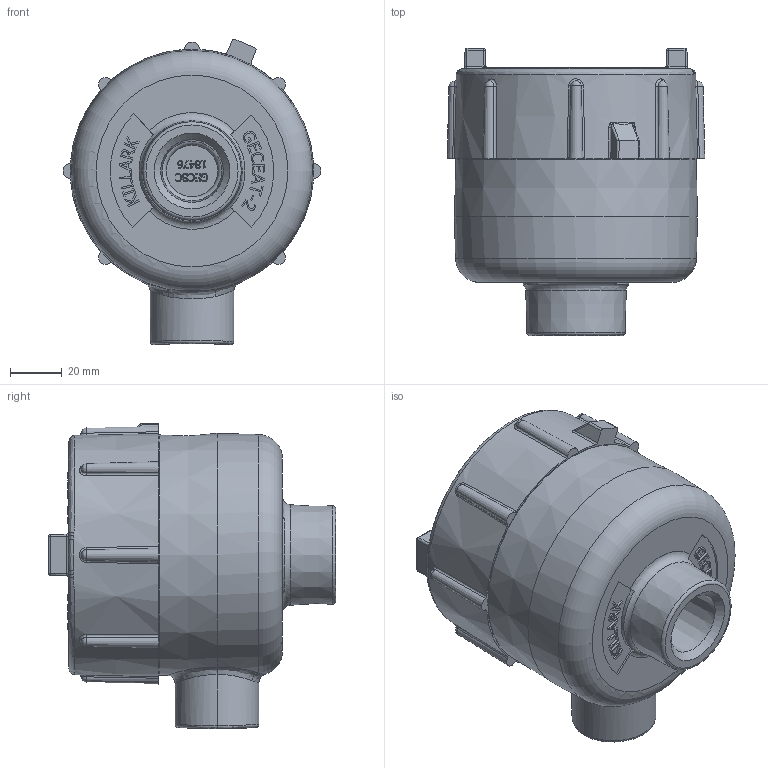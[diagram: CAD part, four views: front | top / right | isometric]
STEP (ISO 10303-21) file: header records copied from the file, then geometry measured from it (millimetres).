
FILE_DESCRIPTION(/* description */ (''),/* implementation_level */ '2;1');
FILE_NAME(/* name */ 'KIL_GECEAT-2.stp',/* time_stamp */ '2021-05-10T20:43:15+05:00',/* author */ ('lsugumaran'),/* organization */ (''),/* preprocessor_version */ 'ST-DEVELOPER v18',/* originating_system */ 'Autodesk Inventor 2020',/* authorisation */ '');
FILE_SCHEMA (('AUTOMOTIVE_DESIGN { 1 0 10303 214 3 1 1 }'));
Length unit declared in the file: inch
Products named in the file (3): GEJET-5; 13922; 18476-1
Assembly tree (2 placements, depth 2):
  GEJET-5
    13922
    18476-1
Bounding box: 100.17 x 111.51 x 118.63 mm (x, y, z)
Volume: 285424.4 mm3; surface area: 90216.6 mm2
Topology: 2 solids, 2 shells, 4660 faces, 12667 edges, 8411 vertices
Faces by surface type: plane 2822, bspline 1699, cylinder 64, cone 53, torus 14, sphere 8
Full cylindrical faces by diameter (mm): 0.886 x1, 1.057 x1, 3.683 x1, 4.762 x1, 7.763 x1, 9.525 x1, 20.117 x2, 77.724 x1, 80.962 x1
Entity records: 166588 total; most frequent: CARTESIAN_POINT 60174, ORIENTED_EDGE 25330, DIRECTION 15571, EDGE_CURVE 12665, LINE 8881, VECTOR 8881, VERTEX_POINT 8412, EDGE_LOOP 5067
